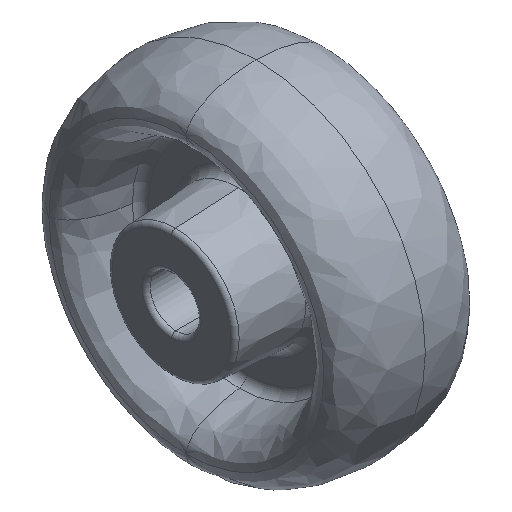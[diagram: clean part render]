
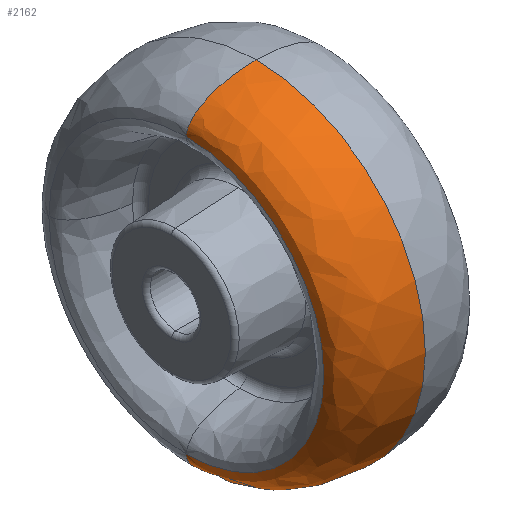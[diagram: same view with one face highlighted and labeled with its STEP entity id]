
A CAD part, isometric view. The second image highlights one B-rep face of the part: STEP entity #2162.
In plain terms, the highlighted free-form (B-spline) face has degree [3, 3] with [4, 4] control points.
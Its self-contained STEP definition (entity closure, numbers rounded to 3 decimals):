
#86 = CARTESIAN_POINT ( 'NONE',  ( 0., 0., 0. ) ) ;
#195 = CARTESIAN_POINT ( 'NONE',  ( -16.5, 0., -32.5 ) ) ;
#239 = EDGE_CURVE ( 'NONE', #4100, #1478, #6145, .T. ) ;
#308 = CARTESIAN_POINT ( 'NONE',  ( 0., -80., 40. ) ) ;
#323 = CARTESIAN_POINT ( 'NONE',  ( -16.5, 0., 32.5 ) ) ;
#398 = CARTESIAN_POINT ( 'NONE',  ( -16.5, 0., -32.5 ) ) ;
#589 = DIRECTION ( 'NONE',  ( 0., 0., -1. ) ) ;
#801 = CARTESIAN_POINT ( 'NONE',  ( -9.665, 0., -40. ) ) ;
#812 = CARTESIAN_POINT ( 'NONE',  ( -9.665, 0., 40. ) ) ;
#1013 = FACE_OUTER_BOUND ( 'NONE', #3351, .T. ) ;
#1308 = CARTESIAN_POINT ( 'NONE',  ( -9.665, -80., 40. ) ) ;
#1458 = CARTESIAN_POINT ( 'NONE',  ( -16.5, 0., 32.5 ) ) ;
#1478 = VERTEX_POINT ( 'NONE', #5646 ) ;
#1726 = ORIENTED_EDGE ( 'NONE', *, *, #239, .F. ) ;
#1782 = CARTESIAN_POINT ( 'NONE',  ( -16.5, 0., -36.893 ) ) ;
#1795 = DIRECTION ( 'NONE',  ( -1., 0., 0. ) ) ;
#2162 = ADVANCED_FACE ( 'NONE', ( #1013 ), #5580, .F. ) ;
#2290 = CARTESIAN_POINT ( 'NONE',  ( -16.5, -73.787, 36.893 ) ) ;
#2810 = ORIENTED_EDGE ( 'NONE', *, *, #3974, .F. ) ;
#2812 = CARTESIAN_POINT ( 'NONE',  ( -16.5, 0., -32.5 ) ) ;
#3124 =( BOUNDED_CURVE ( )  B_SPLINE_CURVE ( 3, ( #4153, #5710, #3166, #195 ),
 .UNSPECIFIED., .F., .F. ) 
 B_SPLINE_CURVE_WITH_KNOTS ( ( 4, 4 ),
 ( 1.571, 3.142 ),
 .UNSPECIFIED. ) 
 CURVE ( )  GEOMETRIC_REPRESENTATION_ITEM ( )  RATIONAL_B_SPLINE_CURVE ( ( 1., 0.805, 0.805, 1. ) ) 
 REPRESENTATION_ITEM ( '' )  );
#3166 = CARTESIAN_POINT ( 'NONE',  ( -16.5, 0., -36.893 ) ) ;
#3283 = CARTESIAN_POINT ( 'NONE',  ( 0., -80., -40. ) ) ;
#3300 = CARTESIAN_POINT ( 'NONE',  ( -16.5, 0., 32.5 ) ) ;
#3310 = CARTESIAN_POINT ( 'NONE',  ( -16.5, -65., 32.5 ) ) ;
#3351 = EDGE_LOOP ( 'NONE', ( #1726, #3730, #2810, #5236 ) ) ;
#3576 = DIRECTION ( 'NONE',  ( 1., 0., 0. ) ) ;
#3642 = AXIS2_PLACEMENT_3D ( 'NONE', #86, #3576, #589 ) ;
#3730 = ORIENTED_EDGE ( 'NONE', *, *, #4118, .F. ) ;
#3737 = VERTEX_POINT ( 'NONE', #4012 ) ;
#3786 = CARTESIAN_POINT ( 'NONE',  ( 0., 0., -40. ) ) ;
#3806 = CARTESIAN_POINT ( 'NONE',  ( 0., 0., 40. ) ) ;
#3812 = EDGE_CURVE ( 'NONE', #1478, #3737, #5319, .T. ) ;
#3974 = EDGE_CURVE ( 'NONE', #3737, #5541, #3124, .T. ) ;
#4012 = CARTESIAN_POINT ( 'NONE',  ( 0., 0., -40. ) ) ;
#4100 = VERTEX_POINT ( 'NONE', #3300 ) ;
#4118 = EDGE_CURVE ( 'NONE', #5541, #4100, #4281, .T. ) ;
#4153 = CARTESIAN_POINT ( 'NONE',  ( 0., 0., -40. ) ) ;
#4281 = CIRCLE ( 'NONE', #4532, 32.5 ) ;
#4311 = CARTESIAN_POINT ( 'NONE',  ( -9.665, -80., -40. ) ) ;
#4532 = AXIS2_PLACEMENT_3D ( 'NONE', #4828, #1795, #5339 ) ;
#4817 = CARTESIAN_POINT ( 'NONE',  ( -9.665, 0., 40. ) ) ;
#4828 = CARTESIAN_POINT ( 'NONE',  ( -16.5, 0., 0. ) ) ;
#5236 = ORIENTED_EDGE ( 'NONE', *, *, #3812, .F. ) ;
#5319 = CIRCLE ( 'NONE', #3642, 40. ) ;
#5327 = CARTESIAN_POINT ( 'NONE',  ( -16.5, -73.787, -36.893 ) ) ;
#5339 = DIRECTION ( 'NONE',  ( 0., 0., 1. ) ) ;
#5541 = VERTEX_POINT ( 'NONE', #398 ) ;
#5580 =( BOUNDED_SURFACE ( )  B_SPLINE_SURFACE ( 3, 3, ( 
 ( #3786, #3283, #308, #3806 ),
 ( #801, #4311, #1308, #4817 ),
 ( #1782, #5327, #2290, #5845 ),
 ( #2812, #6348, #3310, #323 ) ),
 .UNSPECIFIED., .F., .F., .F. ) 
 B_SPLINE_SURFACE_WITH_KNOTS ( ( 4, 4 ),
 ( 4, 4 ),
 ( 0., 1. ),
 ( 0., 1. ),
 .UNSPECIFIED. ) 
 GEOMETRIC_REPRESENTATION_ITEM ( )  RATIONAL_B_SPLINE_SURFACE ( (
 ( 1., 0.333, 0.333, 1.),
 ( 0.805, 0.268, 0.268, 0.805),
 ( 0.805, 0.268, 0.268, 0.805),
 ( 1., 0.333, 0.333, 1.) ) ) 
 REPRESENTATION_ITEM ( '' )  SURFACE ( )  );
#5646 = CARTESIAN_POINT ( 'NONE',  ( 0., 0., 40. ) ) ;
#5710 = CARTESIAN_POINT ( 'NONE',  ( -9.665, 0., -40. ) ) ;
#5845 = CARTESIAN_POINT ( 'NONE',  ( -16.5, 0., 36.893 ) ) ;
#6004 = CARTESIAN_POINT ( 'NONE',  ( 0., 0., 40. ) ) ;
#6031 = CARTESIAN_POINT ( 'NONE',  ( -16.5, 0., 36.893 ) ) ;
#6145 =( BOUNDED_CURVE ( )  B_SPLINE_CURVE ( 3, ( #1458, #6031, #812, #6004 ),
 .UNSPECIFIED., .F., .T. ) 
 B_SPLINE_CURVE_WITH_KNOTS ( ( 4, 4 ),
 ( 3.142, 4.712 ),
 .UNSPECIFIED. ) 
 CURVE ( )  GEOMETRIC_REPRESENTATION_ITEM ( )  RATIONAL_B_SPLINE_CURVE ( ( 1., 0.805, 0.805, 1. ) ) 
 REPRESENTATION_ITEM ( '' )  );
#6348 = CARTESIAN_POINT ( 'NONE',  ( -16.5, -65., -32.5 ) ) ;
